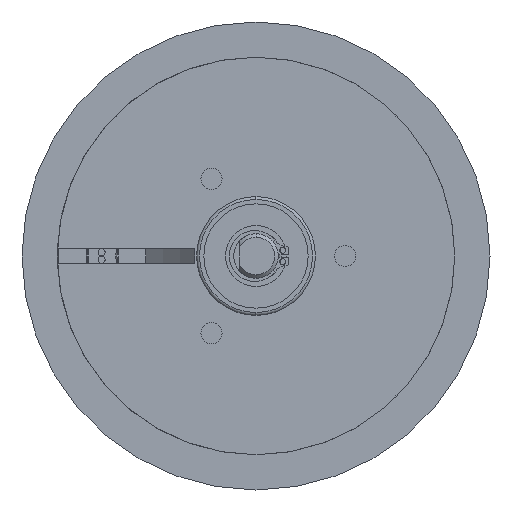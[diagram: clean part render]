
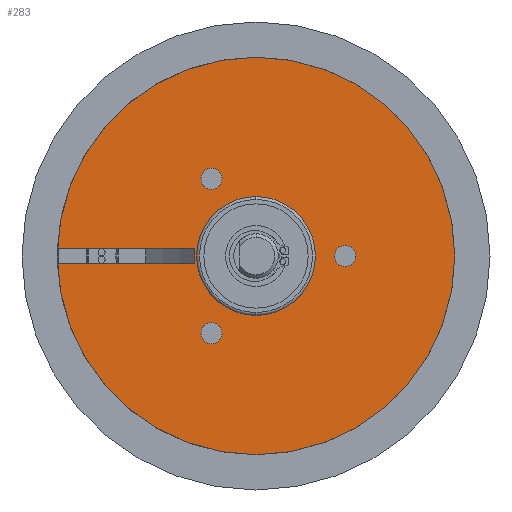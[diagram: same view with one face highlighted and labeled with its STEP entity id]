
A CAD part, left-side view. The second image highlights one B-rep face of the part: STEP entity #283.
In plain terms, the highlighted planar face has unit normal (-1, 0, 0).
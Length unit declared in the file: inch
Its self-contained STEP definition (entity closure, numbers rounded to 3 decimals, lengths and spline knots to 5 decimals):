
#283 = ADVANCED_FACE ( 'NONE', ( #5729, #5732, #5728, #5731, #5727 ), #16504, .T. ) ;
#373 = CARTESIAN_POINT ( 'NONE',  ( 0.015, 0.25782, -0.03125 ) ) ;
#378 = DIRECTION ( 'NONE',  ( 0., 0., 1. ) ) ;
#385 = DIRECTION ( 'NONE',  ( 0., 1., 0. ) ) ;
#408 = CARTESIAN_POINT ( 'NONE',  ( 0.015, 0.1875, -0.32476 ) ) ;
#409 = DIRECTION ( 'NONE',  ( -1., 0., 0. ) ) ;
#410 = DIRECTION ( 'NONE',  ( 0., 0., 1. ) ) ;
#413 = CARTESIAN_POINT ( 'NONE',  ( 0.015, 0., -0.03125 ) ) ;
#414 = CARTESIAN_POINT ( 'NONE',  ( 0.015, -0.375, 0. ) ) ;
#415 = DIRECTION ( 'NONE',  ( -1., 0., 0. ) ) ;
#417 = DIRECTION ( 'NONE',  ( 0., 0., 1. ) ) ;
#433 = DIRECTION ( 'NONE',  ( 0., 1., 0. ) ) ;
#440 = CARTESIAN_POINT ( 'NONE',  ( 0.015, 0., 0.03125 ) ) ;
#486 = CARTESIAN_POINT ( 'NONE',  ( 0.015, 0.1875, -0.32476 ) ) ;
#487 = DIRECTION ( 'NONE',  ( -1., 0., 0. ) ) ;
#491 = DIRECTION ( 'NONE',  ( -1., 0., 0. ) ) ;
#492 = DIRECTION ( 'NONE',  ( 0., 0., 1. ) ) ;
#494 = CARTESIAN_POINT ( 'NONE',  ( 0.015, 0., 0. ) ) ;
#495 = CARTESIAN_POINT ( 'NONE',  ( 0.015, 0.1875, 0.32476 ) ) ;
#496 = DIRECTION ( 'NONE',  ( -1., 0., 0. ) ) ;
#508 = CARTESIAN_POINT ( 'NONE',  ( 0.015, 0., 0. ) ) ;
#509 = DIRECTION ( 'NONE',  ( -1., 0., 0. ) ) ;
#510 = DIRECTION ( 'NONE',  ( 0., 0., 1. ) ) ;
#523 = DIRECTION ( 'NONE',  ( -1., 0., 0. ) ) ;
#524 = DIRECTION ( 'NONE',  ( 0., 0., 1. ) ) ;
#525 = CARTESIAN_POINT ( 'NONE',  ( 0.015, 0., 0. ) ) ;
#541 = DIRECTION ( 'NONE',  ( 0., 0., 1. ) ) ;
#544 = CARTESIAN_POINT ( 'NONE',  ( 0.015, 0.1875, 0.32476 ) ) ;
#545 = CARTESIAN_POINT ( 'NONE',  ( 0.015, -0.375, 0. ) ) ;
#547 = DIRECTION ( 'NONE',  ( 0., 0., 1. ) ) ;
#548 = DIRECTION ( 'NONE',  ( 0., 0., 1. ) ) ;
#550 = DIRECTION ( 'NONE',  ( -1., 0., 0. ) ) ;
#551 = DIRECTION ( 'NONE',  ( -1., 0., 0. ) ) ;
#652 = DIRECTION ( 'NONE',  ( 0., 0., 1. ) ) ;
#654 = DIRECTION ( 'NONE',  ( -1., 0., 0. ) ) ;
#656 = CARTESIAN_POINT ( 'NONE',  ( 0.015, 0., 0. ) ) ;
#665 = DIRECTION ( 'NONE',  ( 0., 0., 1. ) ) ;
#1779 = CARTESIAN_POINT ( 'NONE',  ( 0.015, 0.83617, 0.03125 ) ) ;
#1780 = CARTESIAN_POINT ( 'NONE',  ( 0.015, 0.1875, -0.36926 ) ) ;
#1855 = CARTESIAN_POINT ( 'NONE',  ( 0.015, 0.1875, 0.36926 ) ) ;
#1858 = CARTESIAN_POINT ( 'NONE',  ( 0.015, 0.1875, -0.28026 ) ) ;
#1859 = CARTESIAN_POINT ( 'NONE',  ( 0.015, 0., 0.83675 ) ) ;
#1860 = CARTESIAN_POINT ( 'NONE',  ( 0.015, -0.375, -0.0445 ) ) ;
#1861 = CARTESIAN_POINT ( 'NONE',  ( 0.015, -0.375, 0.0445 ) ) ;
#1864 = CARTESIAN_POINT ( 'NONE',  ( 0.015, 0.83617, -0.03125 ) ) ;
#1867 = CARTESIAN_POINT ( 'NONE',  ( 0.015, 0., -0.83675 ) ) ;
#1896 = CARTESIAN_POINT ( 'NONE',  ( 0.015, 0.1875, 0.28026 ) ) ;
#1931 = CARTESIAN_POINT ( 'NONE',  ( 0.015, 0., 0.2501 ) ) ;
#1946 = CARTESIAN_POINT ( 'NONE',  ( 0.015, 0.25782, 0.03125 ) ) ;
#1947 = CARTESIAN_POINT ( 'NONE',  ( 0.015, 0.25782, -0.03125 ) ) ;
#1953 = CARTESIAN_POINT ( 'NONE',  ( 0.015, 0., -0.2501 ) ) ;
#3102 = EDGE_CURVE ( 'NONE', #5307, #5227, #5911, .T. ) ;
#3111 = EDGE_CURVE ( 'NONE', #5308, #5309, #5924, .T. ) ;
#3112 = EDGE_CURVE ( 'NONE', #5228, #5306, #5926, .T. ) ;
#3113 = EDGE_CURVE ( 'NONE', #5395, #5312, #5925, .T. ) ;
#3117 = EDGE_CURVE ( 'NONE', #5395, #5394, #5932, .T. ) ;
#3173 = EDGE_CURVE ( 'NONE', #5394, #5227, #6005, .T. ) ;
#3178 = EDGE_CURVE ( 'NONE', #5344, #5303, #6002, .T. ) ;
#3179 = EDGE_CURVE ( 'NONE', #5309, #5308, #6015, .T. ) ;
#3189 = EDGE_CURVE ( 'NONE', #5306, #5228, #6025, .T. ) ;
#3191 = EDGE_CURVE ( 'NONE', #5303, #5344, #6024, .T. ) ;
#3192 = EDGE_CURVE ( 'NONE', #5379, #5401, #6027, .T. ) ;
#3193 = EDGE_CURVE ( 'NONE', #5401, #5379, #6026, .T. ) ;
#3202 = EDGE_CURVE ( 'NONE', #5315, #5307, #6040, .T. ) ;
#3203 = EDGE_CURVE ( 'NONE', #5312, #5315, #6042, .T. ) ;
#3557 = CARTESIAN_POINT ( 'NONE',  ( 0.015, 0., 0. ) ) ;
#3560 = DIRECTION ( 'NONE',  ( -1., 0., 0. ) ) ;
#4781 = AXIS2_PLACEMENT_3D ( 'NONE', #3557, #3560, #13267 ) ;
#4835 = AXIS2_PLACEMENT_3D ( 'NONE', #5060, #5077, #5066 ) ;
#4838 = AXIS2_PLACEMENT_3D ( 'NONE', #414, #415, #417 ) ;
#4839 = AXIS2_PLACEMENT_3D ( 'NONE', #408, #409, #410 ) ;
#4861 = AXIS2_PLACEMENT_3D ( 'NONE', #544, #551, #547 ) ;
#4862 = AXIS2_PLACEMENT_3D ( 'NONE', #545, #550, #548 ) ;
#4867 = AXIS2_PLACEMENT_3D ( 'NONE', #486, #487, #541 ) ;
#4869 = AXIS2_PLACEMENT_3D ( 'NONE', #495, #496, #492 ) ;
#4870 = AXIS2_PLACEMENT_3D ( 'NONE', #494, #491, #510 ) ;
#4871 = AXIS2_PLACEMENT_3D ( 'NONE', #508, #509, #665 ) ;
#4874 = AXIS2_PLACEMENT_3D ( 'NONE', #525, #523, #524 ) ;
#4875 = AXIS2_PLACEMENT_3D ( 'NONE', #656, #654, #652 ) ;
#5060 = CARTESIAN_POINT ( 'NONE',  ( 0.015, 0., 0. ) ) ;
#5066 = DIRECTION ( 'NONE',  ( 0., 0., 1. ) ) ;
#5077 = DIRECTION ( 'NONE',  ( -1., 0., 0. ) ) ;
#5227 = VERTEX_POINT ( 'NONE', #1779 ) ;
#5228 = VERTEX_POINT ( 'NONE', #1780 ) ;
#5303 = VERTEX_POINT ( 'NONE', #1855 ) ;
#5306 = VERTEX_POINT ( 'NONE', #1858 ) ;
#5307 = VERTEX_POINT ( 'NONE', #1859 ) ;
#5308 = VERTEX_POINT ( 'NONE', #1860 ) ;
#5309 = VERTEX_POINT ( 'NONE', #1861 ) ;
#5312 = VERTEX_POINT ( 'NONE', #1864 ) ;
#5315 = VERTEX_POINT ( 'NONE', #1867 ) ;
#5344 = VERTEX_POINT ( 'NONE', #1896 ) ;
#5379 = VERTEX_POINT ( 'NONE', #1931 ) ;
#5394 = VERTEX_POINT ( 'NONE', #1946 ) ;
#5395 = VERTEX_POINT ( 'NONE', #1947 ) ;
#5401 = VERTEX_POINT ( 'NONE', #1953 ) ;
#5472 = ORIENTED_EDGE ( 'NONE', *, *, #3178, .F. ) ;
#5473 = ORIENTED_EDGE ( 'NONE', *, *, #3193, .F. ) ;
#5480 = ORIENTED_EDGE ( 'NONE', *, *, #3192, .F. ) ;
#5481 = ORIENTED_EDGE ( 'NONE', *, *, #3191, .F. ) ;
#5482 = ORIENTED_EDGE ( 'NONE', *, *, #3112, .F. ) ;
#5483 = ORIENTED_EDGE ( 'NONE', *, *, #3189, .F. ) ;
#5484 = ORIENTED_EDGE ( 'NONE', *, *, #3111, .F. ) ;
#5485 = ORIENTED_EDGE ( 'NONE', *, *, #3113, .T. ) ;
#5486 = ORIENTED_EDGE ( 'NONE', *, *, #3117, .F. ) ;
#5487 = ORIENTED_EDGE ( 'NONE', *, *, #3202, .T. ) ;
#5488 = ORIENTED_EDGE ( 'NONE', *, *, #3173, .F. ) ;
#5489 = ORIENTED_EDGE ( 'NONE', *, *, #3102, .T. ) ;
#5538 = ORIENTED_EDGE ( 'NONE', *, *, #3179, .F. ) ;
#5539 = ORIENTED_EDGE ( 'NONE', *, *, #3203, .T. ) ;
#5727 = FACE_OUTER_BOUND ( 'NONE', #8851, .T. ) ;
#5728 = FACE_BOUND ( 'NONE', #8904, .T. ) ;
#5729 = FACE_BOUND ( 'NONE', #8895, .T. ) ;
#5731 = FACE_BOUND ( 'NONE', #8960, .T. ) ;
#5732 = FACE_BOUND ( 'NONE', #8955, .T. ) ;
#5911 = CIRCLE ( 'NONE', #4835, 0.83675 ) ;
#5924 = CIRCLE ( 'NONE', #4838, 0.0445 ) ;
#5925 = LINE ( 'NONE', #413, #5929 ) ;
#5926 = CIRCLE ( 'NONE', #4839, 0.0445 ) ;
#5929 = VECTOR ( 'NONE', #385, 39.37008 ) ;
#5932 = LINE ( 'NONE', #373, #5934 ) ;
#5934 = VECTOR ( 'NONE', #378, 39.37008 ) ;
#6002 = CIRCLE ( 'NONE', #4861, 0.0445 ) ;
#6005 = LINE ( 'NONE', #440, #6008 ) ;
#6008 = VECTOR ( 'NONE', #433, 39.37008 ) ;
#6015 = CIRCLE ( 'NONE', #4862, 0.0445 ) ;
#6024 = CIRCLE ( 'NONE', #4869, 0.0445 ) ;
#6025 = CIRCLE ( 'NONE', #4867, 0.0445 ) ;
#6026 = CIRCLE ( 'NONE', #4871, 0.2501 ) ;
#6027 = CIRCLE ( 'NONE', #4870, 0.2501 ) ;
#6040 = CIRCLE ( 'NONE', #4874, 0.83675 ) ;
#6042 = CIRCLE ( 'NONE', #4875, 0.83675 ) ;
#8851 = EDGE_LOOP ( 'NONE', ( #5486, #5485, #5539, #5487, #5489, #5488 ) ) ;
#8895 = EDGE_LOOP ( 'NONE', ( #5480, #5473 ) ) ;
#8904 = EDGE_LOOP ( 'NONE', ( #5483, #5482 ) ) ;
#8955 = EDGE_LOOP ( 'NONE', ( #5481, #5472 ) ) ;
#8960 = EDGE_LOOP ( 'NONE', ( #5538, #5484 ) ) ;
#13267 = DIRECTION ( 'NONE',  ( 0., 0., 1. ) ) ;
#16504 = PLANE ( 'NONE',  #4781 ) ;
